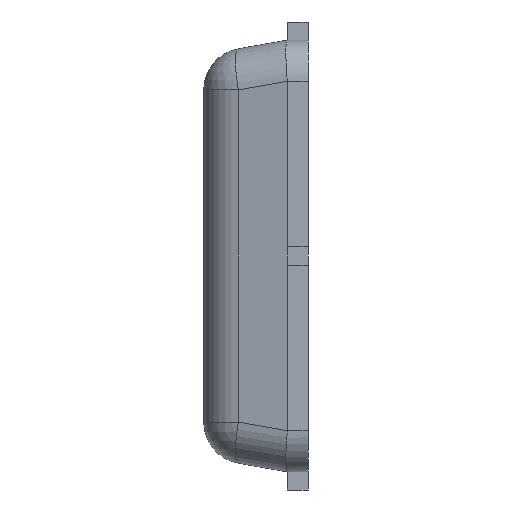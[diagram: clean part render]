
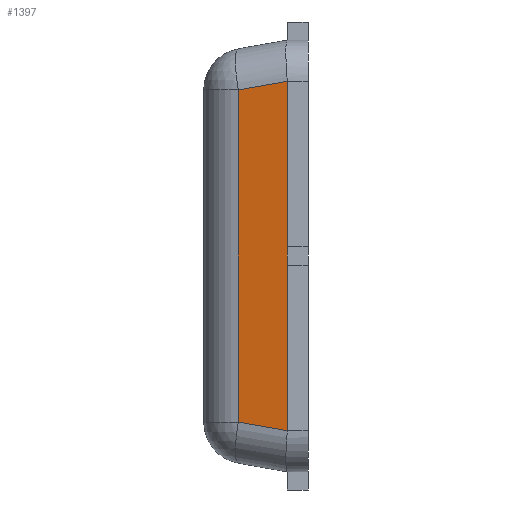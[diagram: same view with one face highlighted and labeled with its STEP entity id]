
A CAD part, left-side view. The second image highlights one B-rep face of the part: STEP entity #1397.
In plain terms, the highlighted planar face has unit normal (-0.985, 0.174, 0).
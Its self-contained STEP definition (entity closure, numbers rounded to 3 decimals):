
#64=ELLIPSE('',#1487,1.728,0.3);
#68=ELLIPSE('',#1513,1.728,0.3);
#76=PLANE('',#1522);
#155=FACE_OUTER_BOUND('',#234,.T.);
#234=EDGE_LOOP('',(#1070,#1071,#1072,#1073,#1074,#1075,#1076,#1077));
#305=LINE('',#2066,#470);
#312=LINE('',#2095,#477);
#314=LINE('',#2098,#479);
#329=LINE('',#2127,#494);
#332=LINE('',#2133,#497);
#333=LINE('',#2134,#498);
#470=VECTOR('',#1665,10.);
#477=VECTOR('',#1700,10.);
#479=VECTOR('',#1704,10.);
#494=VECTOR('',#1727,10.);
#497=VECTOR('',#1732,10.);
#498=VECTOR('',#1733,10.);
#663=VERTEX_POINT('',#2029);
#664=VERTEX_POINT('',#2031);
#674=VERTEX_POINT('',#2058);
#678=VERTEX_POINT('',#2078);
#681=VERTEX_POINT('',#2085);
#682=VERTEX_POINT('',#2087);
#694=VERTEX_POINT('',#2126);
#696=VERTEX_POINT('',#2132);
#788=EDGE_CURVE('',#663,#664,#64,.T.);
#805=EDGE_CURVE('',#674,#663,#305,.T.);
#816=EDGE_CURVE('',#681,#682,#68,.T.);
#820=EDGE_CURVE('',#682,#678,#312,.T.);
#822=EDGE_CURVE('',#678,#674,#314,.T.);
#837=EDGE_CURVE('',#694,#664,#329,.T.);
#840=EDGE_CURVE('',#681,#696,#332,.T.);
#841=EDGE_CURVE('',#694,#696,#333,.T.);
#1070=ORIENTED_EDGE('',*,*,#788,.F.);
#1071=ORIENTED_EDGE('',*,*,#805,.F.);
#1072=ORIENTED_EDGE('',*,*,#822,.F.);
#1073=ORIENTED_EDGE('',*,*,#820,.F.);
#1074=ORIENTED_EDGE('',*,*,#816,.F.);
#1075=ORIENTED_EDGE('',*,*,#840,.T.);
#1076=ORIENTED_EDGE('',*,*,#841,.F.);
#1077=ORIENTED_EDGE('',*,*,#837,.T.);
#1397=ADVANCED_FACE('',(#155),#76,.T.);
#1487=AXIS2_PLACEMENT_3D('',#2032,#1627,#1628);
#1513=AXIS2_PLACEMENT_3D('',#2088,#1691,#1692);
#1522=AXIS2_PLACEMENT_3D('',#2131,#1730,#1731);
#1627=DIRECTION('center_axis',(0.985,-0.174,0.));
#1628=DIRECTION('ref_axis',(-0.174,-0.985,0.));
#1665=DIRECTION('',(-0.171,-0.97,0.171));
#1691=DIRECTION('center_axis',(0.985,-0.174,0.));
#1692=DIRECTION('ref_axis',(-0.174,-0.985,0.));
#1700=DIRECTION('',(0.171,0.97,0.171));
#1704=DIRECTION('',(0.,0.,1.));
#1727=DIRECTION('',(0.,0.,1.));
#1730=DIRECTION('center_axis',(-0.985,0.174,0.));
#1731=DIRECTION('ref_axis',(0.,0.,1.));
#1732=DIRECTION('',(0.,0.,1.));
#1733=DIRECTION('',(0.,0.,-1.));
#2029=CARTESIAN_POINT('',(0.,0.15,-0.295));
#2031=CARTESIAN_POINT('',(0.,0.15,-0.3));
#2032=CARTESIAN_POINT('Origin',(0.3,1.851,-0.3));
#2058=CARTESIAN_POINT('',(0.062,0.502,-0.358));
#2066=CARTESIAN_POINT('',(0.037,0.362,-0.333));
#2078=CARTESIAN_POINT('',(0.062,0.502,-2.742));
#2085=CARTESIAN_POINT('',(0.,0.15,-2.8));
#2087=CARTESIAN_POINT('',(0.,0.15,-2.805));
#2088=CARTESIAN_POINT('Origin',(0.3,1.851,-2.8));
#2095=CARTESIAN_POINT('',(0.037,0.358,-2.768));
#2098=CARTESIAN_POINT('',(0.062,0.502,-0.775));
#2126=CARTESIAN_POINT('',(0.,0.15,-1.485));
#2127=CARTESIAN_POINT('',(0.,0.15,-3.1));
#2131=CARTESIAN_POINT('Origin',(0.,0.15,0.));
#2132=CARTESIAN_POINT('',(0.,0.15,-1.615));
#2133=CARTESIAN_POINT('',(0.,0.15,-3.1));
#2134=CARTESIAN_POINT('',(0.,0.15,-0.775));
